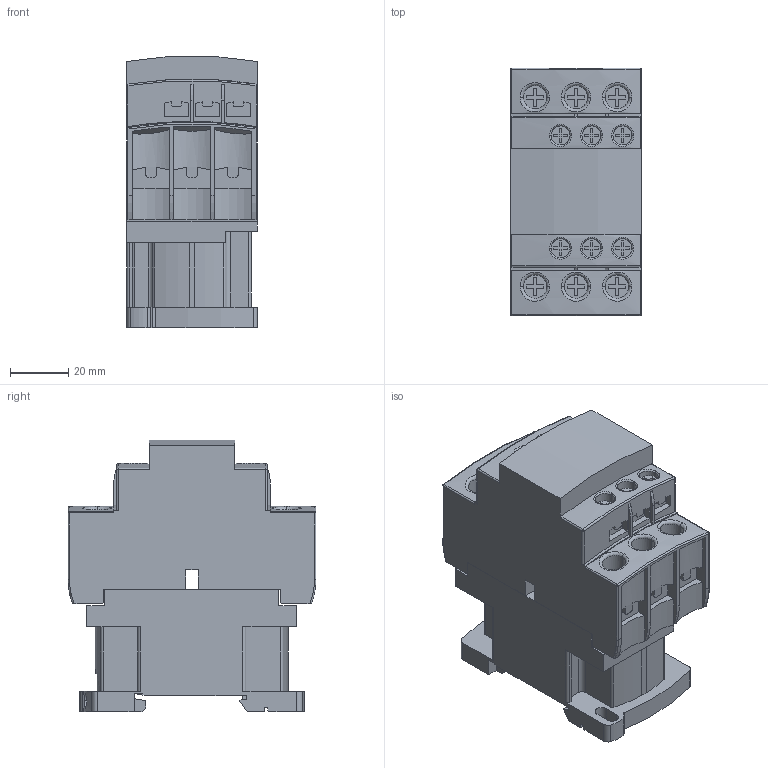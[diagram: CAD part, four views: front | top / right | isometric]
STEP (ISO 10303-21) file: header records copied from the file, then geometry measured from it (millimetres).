
FILE_DESCRIPTION((''),'2;1');
FILE_NAME('LC1D25P7_ASM','2018-09-19T',('SESA468396'),('Schneider-Electric'),'PRO/ENGINEER BY PARAMETRIC TECHNOLOGY CORPORATION, 2015440','PRO/ENGINEER BY PARAMETRIC TECHNOLOGY CORPORATION, 2015440','');
FILE_SCHEMA(('CONFIG_CONTROL_DESIGN'));
Length unit declared in the file: millimetre
Products named in the file (3): LC1D25P7-1; LC1D25P7-2; LC1D25P7_ASM
Assembly tree (2 placements, depth 2):
  LC1D25P7_ASM
    LC1D25P7-1
    LC1D25P7-2
Bounding box: 44.8 x 84.8 x 92.82 mm (x, y, z)
Volume: 240574.9 mm3; surface area: 43105.4 mm2
Topology: 2 solids, 2 shells, 637 faces, 1750 edges, 1146 vertices
Faces by surface type: plane 396, cylinder 194, bspline 24, torus 8, sphere 8, cone 6, extrusion 1
Entity records: 22902 total; most frequent: CARTESIAN_POINT 6585, ORIENTED_EDGE 3500, DIRECTION 3243, EDGE_CURVE 1750, VECTOR 1255, LINE 1254, VERTEX_POINT 1146, AXIS2_PLACEMENT_3D 994
